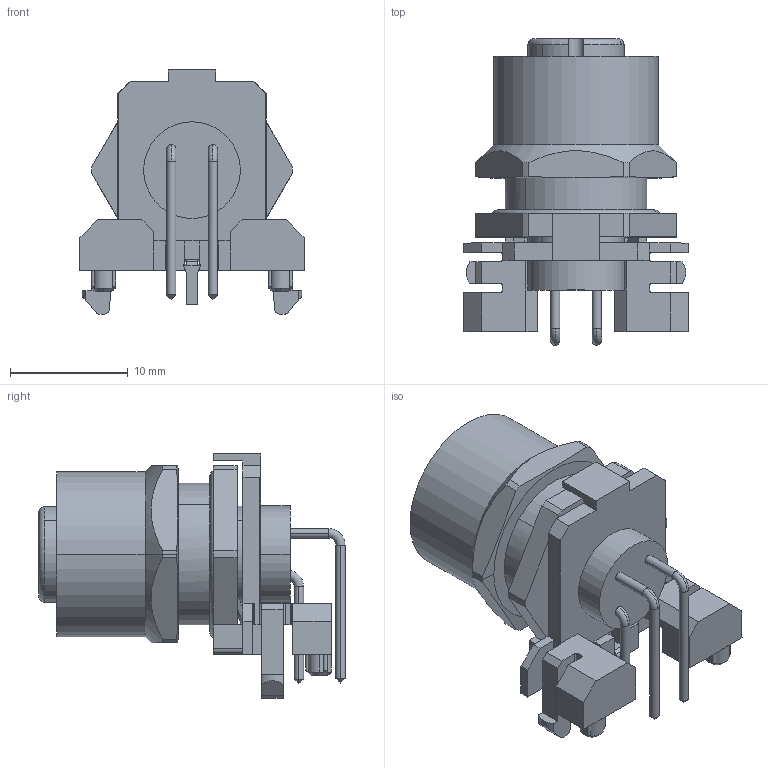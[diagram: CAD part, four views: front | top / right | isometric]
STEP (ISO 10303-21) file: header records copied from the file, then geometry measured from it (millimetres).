
FILE_DESCRIPTION(('CATIA V5 STEP Exchange','CAx-IF Rec.Pracs.--- Model Styling and Organization---1.4--- 2014-01-23'),'2;1');
FILE_NAME ('D1461891_1_2423450000_2423450000.stp','2021-01-03T09:50:50+00:00',('none'),('Weidmueller'),'CATIA Version 5-6 Release 2016 SP3 HF44','CATIA V5 STEP AP214','none');
FILE_SCHEMA(('AUTOMOTIVE_DESIGN { 1 0 10303 214 1 1 1 1 }'));
Length unit declared in the file: millimetre
Products named in the file (1): 2423450000
Bounding box: 19 x 25.96 x 20.7 mm (x, y, z)
Volume: 2853.7 mm3; surface area: 4492.4 mm2
Topology: 10 solids, 10 shells, 618 faces, 1768 edges, 1137 vertices
Faces by surface type: plane 240, cylinder 183, bspline 83, torus 68, cone 44
Entity records: 20977 total; most frequent: CARTESIAN_POINT 6424, ORIENTED_EDGE 3416, DIRECTION 2300, EDGE_CURVE 1708, VERTEX_POINT 1134, AXIS2_PLACEMENT_3D 1033, VECTOR 750, LINE 750
